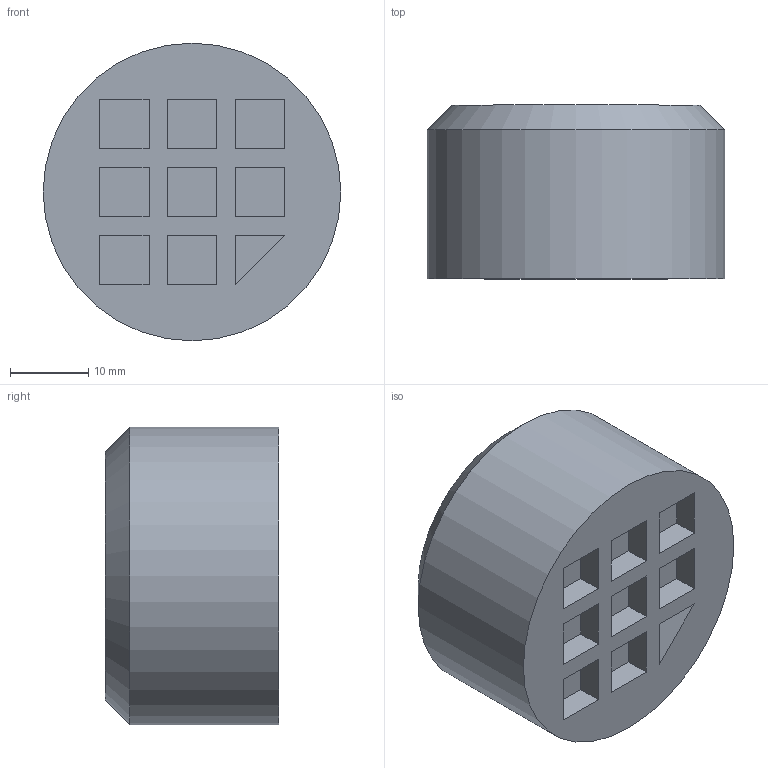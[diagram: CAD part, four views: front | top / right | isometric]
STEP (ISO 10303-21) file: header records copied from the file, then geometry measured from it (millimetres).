
FILE_DESCRIPTION(/* description */ (''),/* implementation_level */ '2;1');
FILE_NAME(/* name */ 'base_1.0.stp',/* time_stamp */ '2025-03-17T12:44:35-04:00',/* author */ ('jdoct'),/* organization */ (''),/* preprocessor_version */ 'ST-DEVELOPER v20',/* originating_system */ 'Autodesk Inventor 2025',/* authorisation */ '');
FILE_SCHEMA (('AUTOMOTIVE_DESIGN { 1 0 10303 214 3 1 1 }'));
Length unit declared in the file: inch
Products named in the file (1): base_1.0
Bounding box: 38.1 x 22.23 x 38.1 mm (x, y, z)
Volume: 13625.6 mm3; surface area: 6685.4 mm2
Topology: 1 solids, 1 shells, 49 faces, 112 edges, 74 vertices
Faces by surface type: plane 46, cylinder 2, cone 1
Full cylindrical faces by diameter (mm): 31.75 x1, 38.1 x1
Entity records: 1399 total; most frequent: CARTESIAN_POINT 236, ORIENTED_EDGE 224, DIRECTION 216, EDGE_CURVE 112, LINE 108, VECTOR 108, VERTEX_POINT 74, EDGE_LOOP 58
